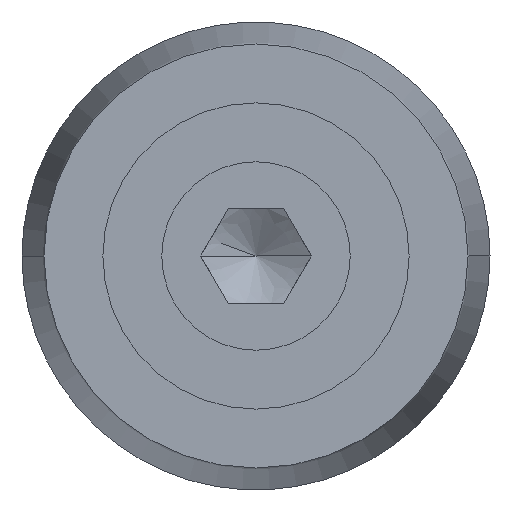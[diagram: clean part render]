
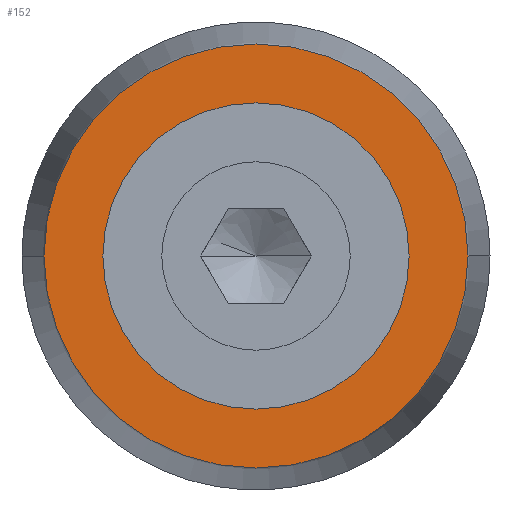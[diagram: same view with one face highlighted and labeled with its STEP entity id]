
A CAD part, left-side view. The second image highlights one B-rep face of the part: STEP entity #152.
In plain terms, the highlighted planar face has unit normal (-1, 0, 0).
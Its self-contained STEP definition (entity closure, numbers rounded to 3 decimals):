
#138=EDGE_CURVE('',#150,#344,#374,.T.);
#148=VERTEX_POINT('',#385);
#150=VERTEX_POINT('',#387);
#152=ADVANCED_FACE('',(#389,#390),#391,.T.);
#210=EDGE_CURVE('',#148,#306,#458,.T.);
#272=EDGE_CURVE('',#306,#148,#530,.T.);
#306=VERTEX_POINT('',#566);
#344=VERTEX_POINT('',#608);
#348=EDGE_CURVE('',#344,#150,#612,.T.);
#374=CIRCLE('',#632,6.5);
#385=CARTESIAN_POINT('',(6.,9.,0.));
#387=CARTESIAN_POINT('',(6.,-6.5,0.));
#389=FACE_OUTER_BOUND('',#648,.T.);
#390=FACE_BOUND('',#649,.T.);
#391=PLANE('',#650);
#458=CIRCLE('',#756,9.);
#530=CIRCLE('',#865,9.);
#566=CARTESIAN_POINT('',(6.,-9.,0.));
#608=CARTESIAN_POINT('',(6.,6.5,0.));
#612=CIRCLE('',#991,6.5);
#632=AXIS2_PLACEMENT_3D('',#1001,#1002,#1003);
#648=EDGE_LOOP('',(#1016,#1017));
#649=EDGE_LOOP('',(#1018,#1019));
#650=AXIS2_PLACEMENT_3D('',#1020,#1021,#1022);
#756=AXIS2_PLACEMENT_3D('',#1110,#1111,#1112);
#865=AXIS2_PLACEMENT_3D('',#1216,#1217,#1218);
#991=AXIS2_PLACEMENT_3D('',#1297,#1298,#1299);
#1001=CARTESIAN_POINT('',(6.,0.,0.));
#1002=DIRECTION('',(1.0,0.0,-0.0));
#1003=DIRECTION('',(0.0,1.0,0.));
#1016=ORIENTED_EDGE('',*,*,#210,.F.);
#1017=ORIENTED_EDGE('',*,*,#272,.F.);
#1018=ORIENTED_EDGE('',*,*,#348,.T.);
#1019=ORIENTED_EDGE('',*,*,#138,.T.);
#1020=CARTESIAN_POINT('',(6.,7.75,0.));
#1021=DIRECTION('',(-1.0,0.0,0.0));
#1022=DIRECTION('',(0.0,-1.0,0.));
#1110=CARTESIAN_POINT('',(6.,0.,0.));
#1111=DIRECTION('',(1.0,0.0,-0.0));
#1112=DIRECTION('',(0.0,1.0,0.));
#1216=CARTESIAN_POINT('',(6.,0.,0.));
#1217=DIRECTION('',(1.0,0.0,-0.0));
#1218=DIRECTION('',(0.0,1.0,0.));
#1297=CARTESIAN_POINT('',(6.,0.,0.));
#1298=DIRECTION('',(1.0,0.0,-0.0));
#1299=DIRECTION('',(0.0,1.0,0.));
